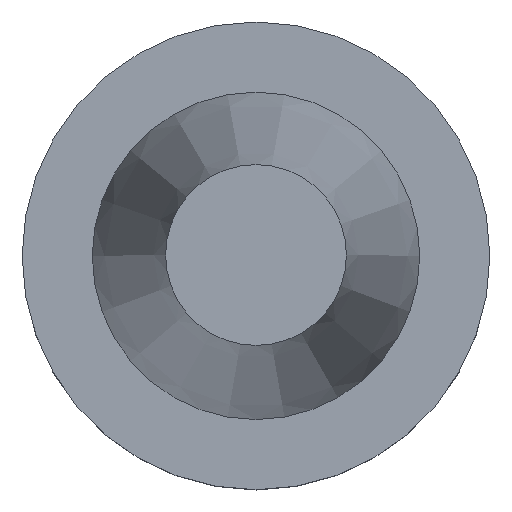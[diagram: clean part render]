
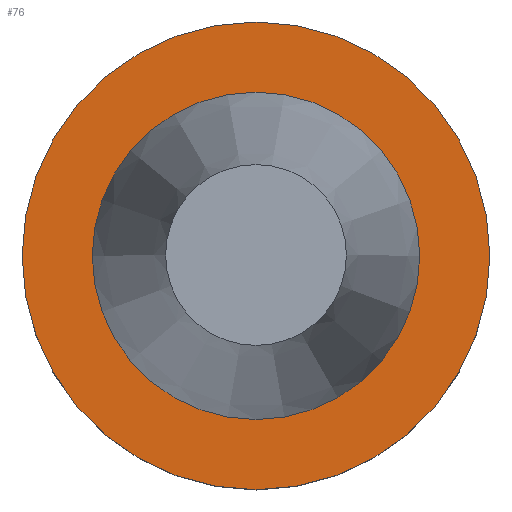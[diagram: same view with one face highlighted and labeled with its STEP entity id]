
A CAD part, top view. The second image highlights one B-rep face of the part: STEP entity #76.
In plain terms, the highlighted planar face has unit normal (0, 0, 1).
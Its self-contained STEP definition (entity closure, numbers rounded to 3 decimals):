
#50=FACE_BOUND('',#103,.T.);
#51=FACE_BOUND('',#104,.T.);
#76=ADVANCED_FACE('',(#50,#51),#89,.F.);
#89=PLANE('',#211);
#103=EDGE_LOOP('',(#133));
#104=EDGE_LOOP('',(#134));
#133=ORIENTED_EDGE('',*,*,#175,.F.);
#134=ORIENTED_EDGE('',*,*,#174,.T.);
#159=VERTEX_POINT('',#308);
#160=VERTEX_POINT('',#311);
#174=EDGE_CURVE('',#159,#159,#189,.T.);
#175=EDGE_CURVE('',#160,#160,#190,.T.);
#189=CIRCLE('',#208,21.925);
#190=CIRCLE('',#210,31.75);
#208=AXIS2_PLACEMENT_3D('',#307,#247,#248);
#210=AXIS2_PLACEMENT_3D('',#310,#251,#252);
#211=AXIS2_PLACEMENT_3D('',#312,#253,#254);
#247=DIRECTION('',(0.0,0.0,-1.0));
#248=DIRECTION('',(-1.0,0.0,0.0));
#251=DIRECTION('',(0.0,0.0,-1.0));
#252=DIRECTION('',(-1.0,0.0,0.0));
#253=DIRECTION('',(0.0,0.0,-1.0));
#254=DIRECTION('',(-1.0,0.0,0.0));
#307=CARTESIAN_POINT('',(0.0,0.0,-1.0));
#308=CARTESIAN_POINT('',(-21.925,0.0,-1.0));
#310=CARTESIAN_POINT('',(0.0,0.0,-1.0));
#311=CARTESIAN_POINT('',(-31.75,0.0,-1.0));
#312=CARTESIAN_POINT('',(0.0,21.925,-1.0));
